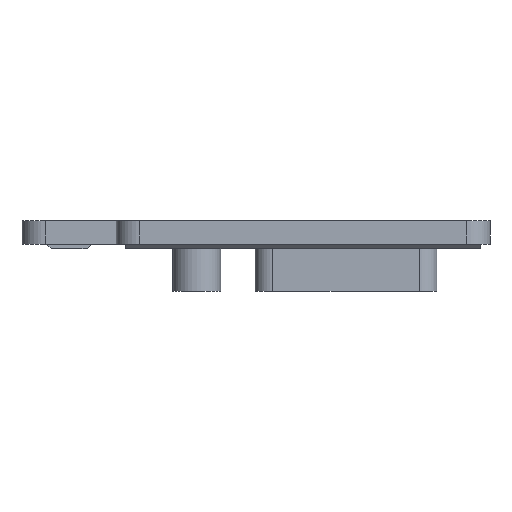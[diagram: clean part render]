
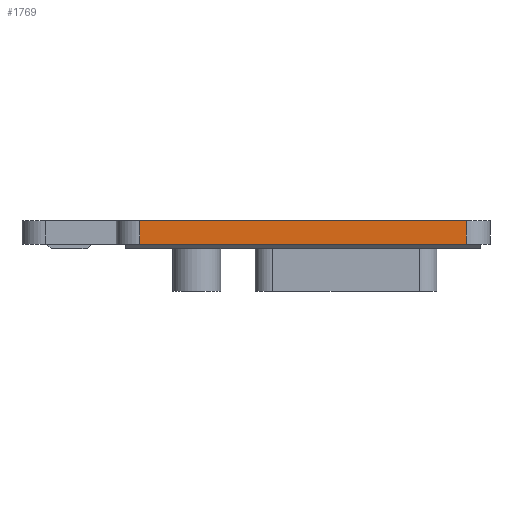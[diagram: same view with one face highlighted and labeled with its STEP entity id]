
A CAD part, front view. The second image highlights one B-rep face of the part: STEP entity #1769.
In plain terms, the highlighted planar face has unit normal (0, -1, 0).
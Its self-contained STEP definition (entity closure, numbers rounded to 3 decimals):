
#81 = PLANE('',#82);
#82 = AXIS2_PLACEMENT_3D('',#83,#84,#85);
#83 = CARTESIAN_POINT('',(52.087,31.745,10.));
#84 = DIRECTION('',(0.,0.,1.));
#85 = DIRECTION('',(0.,1.,0.));
#191 = VERTEX_POINT('',#192);
#192 = CARTESIAN_POINT('',(25.,0.,10.));
#207 = CYLINDRICAL_SURFACE('',#208,5.);
#208 = AXIS2_PLACEMENT_3D('',#209,#210,#211);
#209 = CARTESIAN_POINT('',(25.,5.,10.));
#210 = DIRECTION('',(-0.,-0.,-1.));
#211 = DIRECTION('',(1.,0.,0.));
#219 = EDGE_CURVE('',#191,#220,#222,.T.);
#220 = VERTEX_POINT('',#221);
#221 = CARTESIAN_POINT('',(94.196,0.,10.));
#222 = SURFACE_CURVE('',#223,(#227,#234),.PCURVE_S1.);
#223 = LINE('',#224,#225);
#224 = CARTESIAN_POINT('',(25.,0.,10.));
#225 = VECTOR('',#226,1.);
#226 = DIRECTION('',(1.,0.,0.));
#227 = PCURVE('',#81,#228);
#228 = DEFINITIONAL_REPRESENTATION('',(#229),#233);
#229 = LINE('',#230,#231);
#230 = CARTESIAN_POINT('',(-31.745,27.087));
#231 = VECTOR('',#232,1.);
#232 = DIRECTION('',(0.,-1.));
#233 = ( GEOMETRIC_REPRESENTATION_CONTEXT(2) 
PARAMETRIC_REPRESENTATION_CONTEXT() REPRESENTATION_CONTEXT('2D SPACE',''
  ) );
#234 = PCURVE('',#235,#240);
#235 = PLANE('',#236);
#236 = AXIS2_PLACEMENT_3D('',#237,#238,#239);
#237 = CARTESIAN_POINT('',(25.,0.,10.));
#238 = DIRECTION('',(0.,1.,0.));
#239 = DIRECTION('',(1.,0.,0.));
#240 = DEFINITIONAL_REPRESENTATION('',(#241),#245);
#241 = LINE('',#242,#243);
#242 = CARTESIAN_POINT('',(0.,0.));
#243 = VECTOR('',#244,1.);
#244 = DIRECTION('',(1.,0.));
#245 = ( GEOMETRIC_REPRESENTATION_CONTEXT(2) 
PARAMETRIC_REPRESENTATION_CONTEXT() REPRESENTATION_CONTEXT('2D SPACE',''
  ) );
#264 = CYLINDRICAL_SURFACE('',#265,5.);
#265 = AXIS2_PLACEMENT_3D('',#266,#267,#268);
#266 = CARTESIAN_POINT('',(94.196,5.,10.));
#267 = DIRECTION('',(-0.,-0.,-1.));
#268 = DIRECTION('',(1.,0.,0.));
#1291 = PLANE('',#1292);
#1292 = AXIS2_PLACEMENT_3D('',#1293,#1294,#1295);
#1293 = CARTESIAN_POINT('',(52.087,31.745,15.));
#1294 = DIRECTION('',(0.,0.,1.));
#1295 = DIRECTION('',(0.,1.,0.));
#1676 = VERTEX_POINT('',#1677);
#1677 = CARTESIAN_POINT('',(25.,-0.,15.));
#1699 = EDGE_CURVE('',#191,#1676,#1700,.T.);
#1700 = SURFACE_CURVE('',#1701,(#1705,#1712),.PCURVE_S1.);
#1701 = LINE('',#1702,#1703);
#1702 = CARTESIAN_POINT('',(25.,0.,10.));
#1703 = VECTOR('',#1704,1.);
#1704 = DIRECTION('',(0.,0.,1.));
#1705 = PCURVE('',#207,#1706);
#1706 = DEFINITIONAL_REPRESENTATION('',(#1707),#1711);
#1707 = LINE('',#1708,#1709);
#1708 = CARTESIAN_POINT('',(-4.712,0.));
#1709 = VECTOR('',#1710,1.);
#1710 = DIRECTION('',(-0.,-1.));
#1711 = ( GEOMETRIC_REPRESENTATION_CONTEXT(2) 
PARAMETRIC_REPRESENTATION_CONTEXT() REPRESENTATION_CONTEXT('2D SPACE',''
  ) );
#1712 = PCURVE('',#235,#1713);
#1713 = DEFINITIONAL_REPRESENTATION('',(#1714),#1718);
#1714 = LINE('',#1715,#1716);
#1715 = CARTESIAN_POINT('',(0.,0.));
#1716 = VECTOR('',#1717,1.);
#1717 = DIRECTION('',(0.,-1.));
#1718 = ( GEOMETRIC_REPRESENTATION_CONTEXT(2) 
PARAMETRIC_REPRESENTATION_CONTEXT() REPRESENTATION_CONTEXT('2D SPACE',''
  ) );
#1769 = ADVANCED_FACE('',(#1770),#235,.F.);
#1770 = FACE_BOUND('',#1771,.F.);
#1771 = EDGE_LOOP('',(#1772,#1773,#1796,#1817));
#1772 = ORIENTED_EDGE('',*,*,#1699,.T.);
#1773 = ORIENTED_EDGE('',*,*,#1774,.T.);
#1774 = EDGE_CURVE('',#1676,#1775,#1777,.T.);
#1775 = VERTEX_POINT('',#1776);
#1776 = CARTESIAN_POINT('',(94.196,-0.,15.));
#1777 = SURFACE_CURVE('',#1778,(#1782,#1789),.PCURVE_S1.);
#1778 = LINE('',#1779,#1780);
#1779 = CARTESIAN_POINT('',(25.,0.,15.));
#1780 = VECTOR('',#1781,1.);
#1781 = DIRECTION('',(1.,0.,0.));
#1782 = PCURVE('',#235,#1783);
#1783 = DEFINITIONAL_REPRESENTATION('',(#1784),#1788);
#1784 = LINE('',#1785,#1786);
#1785 = CARTESIAN_POINT('',(0.,-5.));
#1786 = VECTOR('',#1787,1.);
#1787 = DIRECTION('',(1.,0.));
#1788 = ( GEOMETRIC_REPRESENTATION_CONTEXT(2) 
PARAMETRIC_REPRESENTATION_CONTEXT() REPRESENTATION_CONTEXT('2D SPACE',''
  ) );
#1789 = PCURVE('',#1291,#1790);
#1790 = DEFINITIONAL_REPRESENTATION('',(#1791),#1795);
#1791 = LINE('',#1792,#1793);
#1792 = CARTESIAN_POINT('',(-31.745,27.087));
#1793 = VECTOR('',#1794,1.);
#1794 = DIRECTION('',(0.,-1.));
#1795 = ( GEOMETRIC_REPRESENTATION_CONTEXT(2) 
PARAMETRIC_REPRESENTATION_CONTEXT() REPRESENTATION_CONTEXT('2D SPACE',''
  ) );
#1796 = ORIENTED_EDGE('',*,*,#1797,.F.);
#1797 = EDGE_CURVE('',#220,#1775,#1798,.T.);
#1798 = SURFACE_CURVE('',#1799,(#1803,#1810),.PCURVE_S1.);
#1799 = LINE('',#1800,#1801);
#1800 = CARTESIAN_POINT('',(94.196,0.,10.));
#1801 = VECTOR('',#1802,1.);
#1802 = DIRECTION('',(0.,0.,1.));
#1803 = PCURVE('',#235,#1804);
#1804 = DEFINITIONAL_REPRESENTATION('',(#1805),#1809);
#1805 = LINE('',#1806,#1807);
#1806 = CARTESIAN_POINT('',(69.196,0.));
#1807 = VECTOR('',#1808,1.);
#1808 = DIRECTION('',(0.,-1.));
#1809 = ( GEOMETRIC_REPRESENTATION_CONTEXT(2) 
PARAMETRIC_REPRESENTATION_CONTEXT() REPRESENTATION_CONTEXT('2D SPACE',''
  ) );
#1810 = PCURVE('',#264,#1811);
#1811 = DEFINITIONAL_REPRESENTATION('',(#1812),#1816);
#1812 = LINE('',#1813,#1814);
#1813 = CARTESIAN_POINT('',(-4.712,0.));
#1814 = VECTOR('',#1815,1.);
#1815 = DIRECTION('',(-0.,-1.));
#1816 = ( GEOMETRIC_REPRESENTATION_CONTEXT(2) 
PARAMETRIC_REPRESENTATION_CONTEXT() REPRESENTATION_CONTEXT('2D SPACE',''
  ) );
#1817 = ORIENTED_EDGE('',*,*,#219,.F.);
